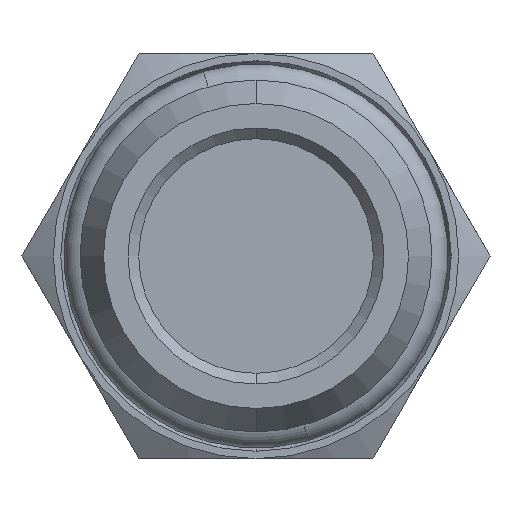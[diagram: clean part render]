
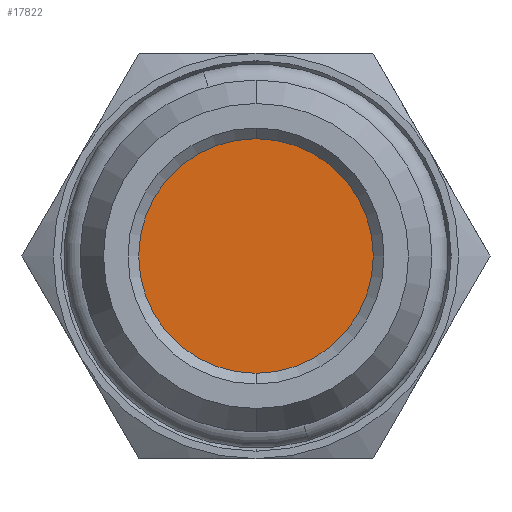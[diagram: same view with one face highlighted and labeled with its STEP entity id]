
A CAD part, front view. The second image highlights one B-rep face of the part: STEP entity #17822.
In plain terms, the highlighted planar face has unit normal (0, -1, 0).
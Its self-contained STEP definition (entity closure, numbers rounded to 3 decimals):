
#3155 = CIRCLE ( 'NONE', #30254, 5.5 ) ;
#3183 = CIRCLE ( 'NONE', #30274, 5.5 ) ;
#3452 = CARTESIAN_POINT ( 'NONE',  ( 0., 1.119, 0. ) ) ;
#3453 = DIRECTION ( 'NONE',  ( 0., 1., 0. ) ) ;
#3454 = DIRECTION ( 'NONE',  ( 1., 0., 0. ) ) ;
#4352 = CARTESIAN_POINT ( 'NONE',  ( 0., 1.119, 0. ) ) ;
#4353 = DIRECTION ( 'NONE',  ( 0., 1., 0. ) ) ;
#4354 = DIRECTION ( 'NONE',  ( 1., 0., 0. ) ) ;
#10769 = ORIENTED_EDGE ( 'NONE', *, *, #22277, .F. ) ;
#10805 = EDGE_LOOP ( 'NONE', ( #10769, #11472 ) ) ;
#11295 = AXIS2_PLACEMENT_3D ( 'NONE', #24596, #24597, #24598 ) ;
#11472 = ORIENTED_EDGE ( 'NONE', *, *, #21885, .F. ) ;
#11534 = VERTEX_POINT ( 'NONE', #13981 ) ;
#11537 = VERTEX_POINT ( 'NONE', #13984 ) ;
#13981 = CARTESIAN_POINT ( 'NONE',  ( 0., 1.119, -5.5 ) ) ;
#13984 = CARTESIAN_POINT ( 'NONE',  ( 0., 1.119, 5.5 ) ) ;
#17822 = ADVANCED_FACE ( 'NONE', ( #22714 ), #24588, .T. ) ;
#21885 = EDGE_CURVE ( 'NONE', #11537, #11534, #3155, .T. ) ;
#22277 = EDGE_CURVE ( 'NONE', #11534, #11537, #3183, .T. ) ;
#22714 = FACE_OUTER_BOUND ( 'NONE', #10805, .T. ) ;
#24588 = PLANE ( 'NONE',  #11295 ) ;
#24596 = CARTESIAN_POINT ( 'NONE',  ( 0., 1.119, 0. ) ) ;
#24597 = DIRECTION ( 'NONE',  ( 0., -1., 0. ) ) ;
#24598 = DIRECTION ( 'NONE',  ( 1., 0., 0. ) ) ;
#30254 = AXIS2_PLACEMENT_3D ( 'NONE', #3452, #3453, #3454 ) ;
#30274 = AXIS2_PLACEMENT_3D ( 'NONE', #4352, #4353, #4354 ) ;
